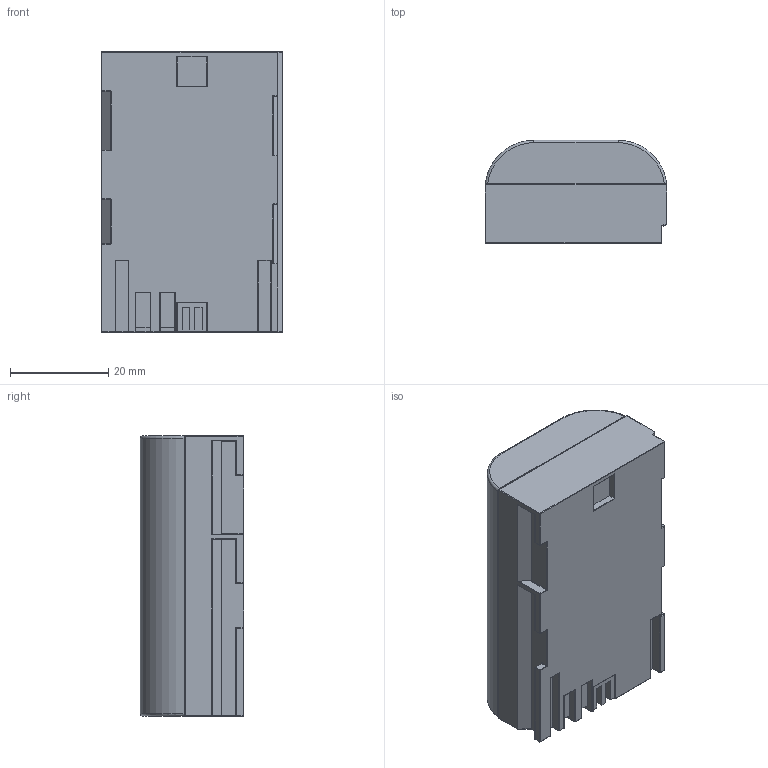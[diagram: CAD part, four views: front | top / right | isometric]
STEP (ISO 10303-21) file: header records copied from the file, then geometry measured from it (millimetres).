
FILE_DESCRIPTION (( 'STEP AP214' ), '1' );
FILE_NAME ('canon lp e6.STEP', '2016-12-11T10:56:39', ( 'Utente' ), ( '' ), 'SwSTEP 2.0', 'SolidWorks 2016', '' );
FILE_SCHEMA (( 'AUTOMOTIVE_DESIGN' ));
Length unit declared in the file: millimetre
Products named in the file (2): canon lp e6
Bounding box: 37 x 21 x 57 mm (x, y, z)
Volume: 40692.1 mm3; surface area: 8076.2 mm2
Topology: 1 solids, 1 shells, 1015 faces, 2405 edges, 1252 vertices
Faces by surface type: cylinder 411, plane 239, torus 161, bspline 160, sphere 44
Entity records: 34654 total; most frequent: CARTESIAN_POINT 13626, ORIENTED_EDGE 4476, DIRECTION 4187, EDGE_CURVE 2238, AXIS2_PLACEMENT_3D 1549, VERTEX_POINT 1252, LINE 1089, VECTOR 1089
